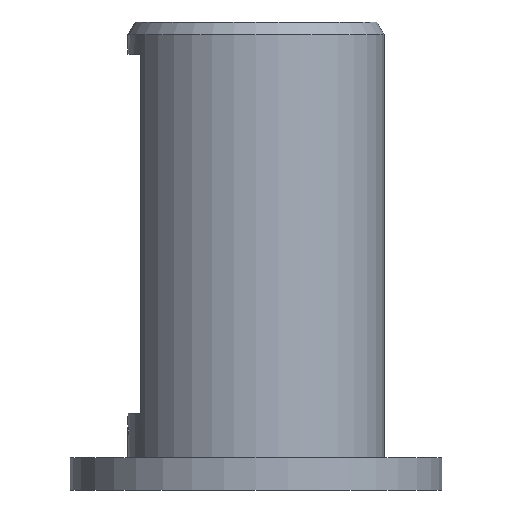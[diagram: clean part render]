
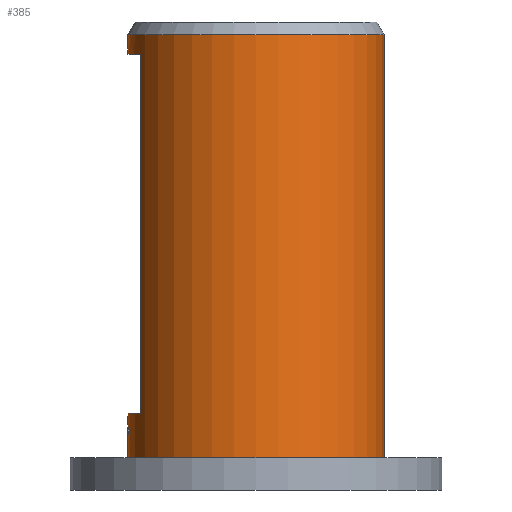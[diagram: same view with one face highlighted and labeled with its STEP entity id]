
A CAD part, left-side view. The second image highlights one B-rep face of the part: STEP entity #385.
In plain terms, the highlighted cylindrical face has radius 20 mm (diameter 40 mm), a partial arc.
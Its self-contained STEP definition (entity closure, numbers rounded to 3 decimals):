
#157=VERTEX_POINT('',#431);
#175=EDGE_CURVE('',#391,#393,#451,.T.);
#185=EDGE_CURVE('',#319,#321,#462,.T.);
#191=EDGE_CURVE('',#321,#249,#469,.T.);
#199=EDGE_CURVE('',#323,#157,#477,.T.);
#215=EDGE_CURVE('',#279,#359,#495,.T.);
#221=EDGE_CURVE('',#241,#313,#501,.T.);
#241=VERTEX_POINT('',#521);
#249=VERTEX_POINT('',#532);
#279=VERTEX_POINT('',#567);
#281=EDGE_CURVE('',#297,#391,#569,.T.);
#287=EDGE_CURVE('',#313,#323,#575,.T.);
#297=VERTEX_POINT('',#588);
#311=EDGE_CURVE('',#297,#157,#603,.T.);
#313=VERTEX_POINT('',#605);
#319=VERTEX_POINT('',#612);
#321=VERTEX_POINT('',#614);
#323=VERTEX_POINT('',#616);
#359=VERTEX_POINT('',#659);
#369=EDGE_CURVE('',#249,#241,#670,.T.);
#385=ADVANCED_FACE('',(#686),#687,.T.);
#391=VERTEX_POINT('',#693);
#393=VERTEX_POINT('',#695);
#403=EDGE_CURVE('',#359,#319,#705,.T.);
#407=EDGE_CURVE('',#393,#279,#709,.T.);
#431=CARTESIAN_POINT('',(0.0,20.0,-68.0));
#451=CIRCLE('',#771,20.0);
#462=CIRCLE('',#788,20.0);
#469=B_SPLINE_CURVE_WITH_KNOTS('',3,(#798,#799,#800,#801,#802,#803,#804,#805,#806,#807,#808,#809,#810,#811,#812,#813,#814,#815,#816,#817,#818,#819,#820,#821),.UNSPECIFIED.,.F.,.F.,(4,2,2,2,2,2,2,2,2,2,2,4),(6.692,7.138,7.584,8.03,8.476,8.922,9.368,9.814,10.26,10.706,11.152,11.598),.UNSPECIFIED.);
#477=LINE('',#833,#834);
#495=CIRCLE('',#858,20.0);
#501=ELLIPSE('',#868,22.299,20.0);
#521=CARTESIAN_POINT('',(0.,20.0,-62.301));
#532=CARTESIAN_POINT('',(0.,20.0,-61.875));
#567=CARTESIAN_POINT('',(0.,20.0,-5.0));
#569=LINE('',#952,#953);
#575=B_SPLINE_CURVE_WITH_KNOTS('',3,(#962,#963,#964,#965,#966,#967,#968,#969,#970,#971,#972,#973,#974,#975,#976,#977),.UNSPECIFIED.,.F.,.F.,(4,2,2,2,2,2,2,4),(11.679,12.294,12.908,13.523,14.138,14.753,15.367,15.982),.UNSPECIFIED.);
#588=CARTESIAN_POINT('',(0.,-20.0,-68.0));
#603=CIRCLE('',#1022,20.0);
#605=CARTESIAN_POINT('',(-2.674,19.82,-63.619));
#612=CARTESIAN_POINT('',(-8.718,18.0,-61.0));
#614=CARTESIAN_POINT('',(-1.556,19.939,-61.0));
#616=CARTESIAN_POINT('',(0.,20.0,-64.937));
#659=CARTESIAN_POINT('',(-8.718,18.0,-5.0));
#670=LINE('',#1133,#1134);
#686=FACE_OUTER_BOUND('',#1179,.T.);
#687=CYLINDRICAL_SURFACE('',#1180,20.0);
#693=CARTESIAN_POINT('',(0.,-20.0,-2.0));
#695=CARTESIAN_POINT('',(0.0,20.0,-2.0));
#705=LINE('',#1204,#1205);
#709=LINE('',#1211,#1212);
#771=AXIS2_PLACEMENT_3D('',#1253,#1254,#1255);
#788=AXIS2_PLACEMENT_3D('',#1269,#1270,#1271);
#798=CARTESIAN_POINT('',(-2.026,19.897,-59.072));
#799=CARTESIAN_POINT('',(-2.056,19.894,-59.225));
#800=CARTESIAN_POINT('',(-2.07,19.893,-59.379));
#801=CARTESIAN_POINT('',(-2.07,19.893,-59.676));
#802=CARTESIAN_POINT('',(-2.056,19.894,-59.83));
#803=CARTESIAN_POINT('',(-1.996,19.9,-60.136));
#804=CARTESIAN_POINT('',(-1.95,19.905,-60.288));
#805=CARTESIAN_POINT('',(-1.83,19.916,-60.579));
#806=CARTESIAN_POINT('',(-1.754,19.923,-60.719));
#807=CARTESIAN_POINT('',(-1.581,19.938,-60.977));
#808=CARTESIAN_POINT('',(-1.482,19.945,-61.096));
#809=CARTESIAN_POINT('',(-1.272,19.96,-61.306));
#810=CARTESIAN_POINT('',(-1.153,19.967,-61.404));
#811=CARTESIAN_POINT('',(-0.895,19.98,-61.578));
#812=CARTESIAN_POINT('',(-0.755,19.986,-61.653));
#813=CARTESIAN_POINT('',(-0.464,19.995,-61.774));
#814=CARTESIAN_POINT('',(-0.312,19.998,-61.82));
#815=CARTESIAN_POINT('',(-0.006,20.001,-61.88));
#816=CARTESIAN_POINT('',(0.147,20.,-61.894));
#817=CARTESIAN_POINT('',(0.445,19.996,-61.894));
#818=CARTESIAN_POINT('',(0.599,19.992,-61.879));
#819=CARTESIAN_POINT('',(0.904,19.98,-61.819));
#820=CARTESIAN_POINT('',(1.056,19.973,-61.774));
#821=CARTESIAN_POINT('',(1.202,19.964,-61.713));
#833=CARTESIAN_POINT('',(0.,20.0,-35.0));
#834=VECTOR('',#1284,1.0);
#858=AXIS2_PLACEMENT_3D('',#1315,#1316,#1317);
#868=AXIS2_PLACEMENT_3D('',#1322,#1323,#1324);
#952=CARTESIAN_POINT('',(0.,-20.0,-35.0));
#953=VECTOR('',#1392,1.0);
#962=CARTESIAN_POINT('',(-2.76,19.809,-63.498));
#963=CARTESIAN_POINT('',(-2.64,19.825,-63.676));
#964=CARTESIAN_POINT('',(-2.504,19.843,-63.839));
#965=CARTESIAN_POINT('',(-2.216,19.877,-64.128));
#966=CARTESIAN_POINT('',(-2.053,19.895,-64.263));
#967=CARTESIAN_POINT('',(-1.697,19.929,-64.502));
#968=CARTESIAN_POINT('',(-1.505,19.944,-64.606));
#969=CARTESIAN_POINT('',(-1.104,19.971,-64.772));
#970=CARTESIAN_POINT('',(-0.895,19.981,-64.835));
#971=CARTESIAN_POINT('',(-0.473,19.996,-64.918));
#972=CARTESIAN_POINT('',(-0.262,19.999,-64.938));
#973=CARTESIAN_POINT('',(0.148,20.001,-64.938));
#974=CARTESIAN_POINT('',(0.36,19.998,-64.918));
#975=CARTESIAN_POINT('',(0.781,19.986,-64.835));
#976=CARTESIAN_POINT('',(0.99,19.976,-64.772));
#977=CARTESIAN_POINT('',(1.191,19.965,-64.689));
#1022=AXIS2_PLACEMENT_3D('',#1429,#1430,#1431);
#1133=CARTESIAN_POINT('',(0.,20.0,-35.0));
#1134=VECTOR('',#1514,1.0);
#1179=EDGE_LOOP('',(#1526,#1527,#1528,#1529,#1530,#1531,#1532,#1533,#1534,#1535,#1536,#1537));
#1180=AXIS2_PLACEMENT_3D('',#1538,#1539,#1540);
#1204=CARTESIAN_POINT('',(-8.718,18.0,-33.0));
#1205=VECTOR('',#1556,1.0);
#1211=CARTESIAN_POINT('',(0.,20.0,-35.0));
#1212=VECTOR('',#1560,1.0);
#1253=CARTESIAN_POINT('',(0.0,0.0,-2.0));
#1254=DIRECTION('',(0.0,0.0,-1.0));
#1255=DIRECTION('',(0.0,1.0,0.0));
#1269=CARTESIAN_POINT('',(0.0,0.0,-61.0));
#1270=DIRECTION('',(0.0,0.0,-1.0));
#1271=DIRECTION('',(0.0,1.0,0.0));
#1284=DIRECTION('',(0.0,0.0,-1.0));
#1315=CARTESIAN_POINT('',(0.0,0.0,-5.0));
#1316=DIRECTION('',(0.0,-0.0,1.0));
#1317=DIRECTION('',(0.0,1.0,0.0));
#1322=CARTESIAN_POINT('',(0.0,0.0,-62.301));
#1323=DIRECTION('',(-0.442,0.0,0.897));
#1324=DIRECTION('',(0.897,-0.0,0.442));
#1392=DIRECTION('',(-0.0,-0.0,1.0));
#1429=CARTESIAN_POINT('',(0.0,0.0,-68.0));
#1430=DIRECTION('',(-0.0,0.0,-1.0));
#1431=DIRECTION('',(0.0,1.0,0.0));
#1514=DIRECTION('',(0.0,0.0,-1.0));
#1526=ORIENTED_EDGE('',*,*,#407,.T.);
#1527=ORIENTED_EDGE('',*,*,#215,.T.);
#1528=ORIENTED_EDGE('',*,*,#403,.T.);
#1529=ORIENTED_EDGE('',*,*,#185,.T.);
#1530=ORIENTED_EDGE('',*,*,#191,.T.);
#1531=ORIENTED_EDGE('',*,*,#369,.T.);
#1532=ORIENTED_EDGE('',*,*,#221,.T.);
#1533=ORIENTED_EDGE('',*,*,#287,.T.);
#1534=ORIENTED_EDGE('',*,*,#199,.T.);
#1535=ORIENTED_EDGE('',*,*,#311,.F.);
#1536=ORIENTED_EDGE('',*,*,#281,.T.);
#1537=ORIENTED_EDGE('',*,*,#175,.T.);
#1538=CARTESIAN_POINT('',(0.0,0.0,-35.0));
#1539=DIRECTION('',(-0.0,-0.0,1.0));
#1540=DIRECTION('',(0.0,1.0,0.0));
#1556=DIRECTION('',(0.0,0.0,-1.0));
#1560=DIRECTION('',(0.0,0.0,-1.0));
